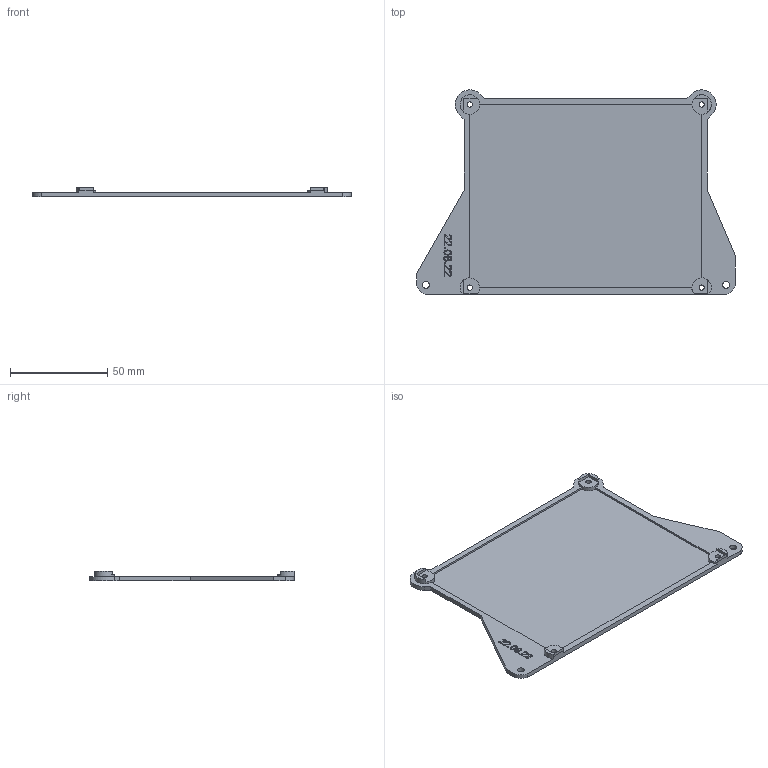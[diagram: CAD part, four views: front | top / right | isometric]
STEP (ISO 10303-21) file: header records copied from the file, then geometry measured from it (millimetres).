
FILE_DESCRIPTION(/* description */ (''),/* implementation_level */ '2;1');
FILE_NAME(/* name */ 'amp-midplate-1.step',/* time_stamp */ '2022-09-08T16:00:25-07:00',/* author */ (''),/* organization */ (''),/* preprocessor_version */ 'ST-DEVELOPER v19',/* originating_system */ 'Autodesk Translation Framework v11.7.0.108',/* authorisation */ '');
FILE_SCHEMA (('AUTOMOTIVE_DESIGN { 1 0 10303 214 3 1 1 }'));
Length unit declared in the file: millimetre
Products named in the file (1): amp-box
Bounding box: 163.6 x 104.77 x 5.1 mm (x, y, z)
Volume: 20672.4 mm3; surface area: 30090.3 mm2
Topology: 1 solids, 1 shells, 192 faces, 536 edges, 357 vertices
Faces by surface type: bspline 105, plane 73, cylinder 14
Full cylindrical faces by diameter (mm): 2.7 x4, 3.7 x2, 10 x2
Entity records: 7171 total; most frequent: CARTESIAN_POINT 2871, ORIENTED_EDGE 1072, DIRECTION 545, EDGE_CURVE 536, VERTEX_POINT 357, LINE 283, VECTOR 283, EDGE_LOOP 215
